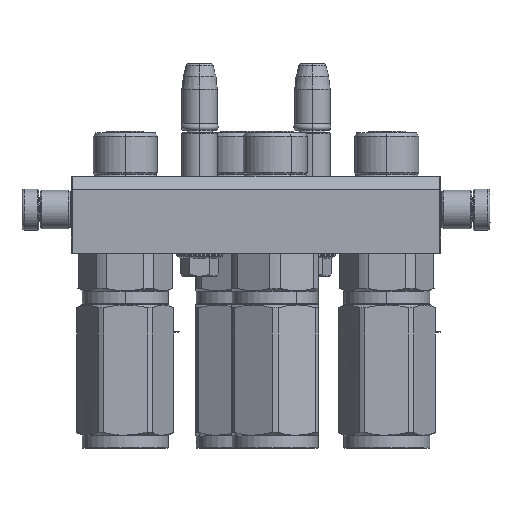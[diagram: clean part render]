
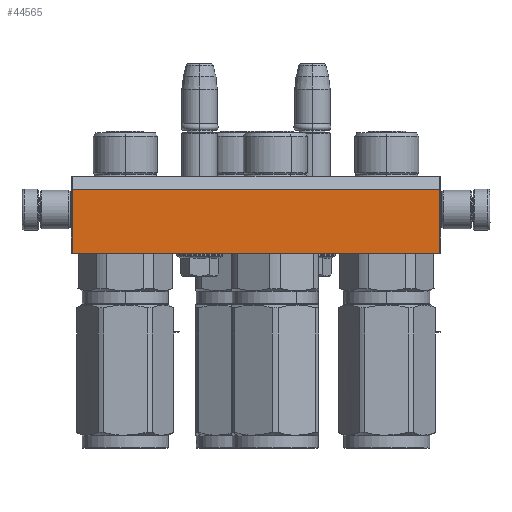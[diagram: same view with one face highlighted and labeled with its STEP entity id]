
A CAD part, left-side view. The second image highlights one B-rep face of the part: STEP entity #44565.
In plain terms, the highlighted face is planar.
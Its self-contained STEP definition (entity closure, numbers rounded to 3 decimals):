
#227 = FACE_OUTER_BOUND ( 'NONE', #22243, .T. ) ;
#1028 = CARTESIAN_POINT ( 'NONE',  ( 0.5, 5., -90. ) ) ;
#1226 = DIRECTION ( 'NONE',  ( -1., 0., 0. ) ) ;
#2580 = CARTESIAN_POINT ( 'NONE',  ( 0.5, 5., -90. ) ) ;
#4470 = LINE ( 'NONE', #5372, #24782 ) ;
#4611 = DIRECTION ( 'NONE',  ( -1., 0., 0. ) ) ;
#5372 = CARTESIAN_POINT ( 'NONE',  ( 143.5, 30., -90. ) ) ;
#5654 = CARTESIAN_POINT ( 'NONE',  ( 143.5, 30., -90. ) ) ;
#6616 = VERTEX_POINT ( 'NONE', #5654 ) ;
#9774 = CARTESIAN_POINT ( 'NONE',  ( 143.5, 5., -90. ) ) ;
#21449 = ORIENTED_EDGE ( 'NONE', *, *, #33705, .T. ) ;
#22014 = VECTOR ( 'NONE', #50360, 1000. ) ;
#22231 = DIRECTION ( 'NONE',  ( 0., 0., -1. ) ) ;
#22243 = EDGE_LOOP ( 'NONE', ( #47239, #44675, #40803, #21449 ) ) ;
#23003 = CARTESIAN_POINT ( 'NONE',  ( 144., 0., -90. ) ) ;
#23314 = CARTESIAN_POINT ( 'NONE',  ( 143.5, 5., -90. ) ) ;
#24399 = VECTOR ( 'NONE', #25207, 1000. ) ;
#24782 = VECTOR ( 'NONE', #1226, 1000. ) ;
#25207 = DIRECTION ( 'NONE',  ( -1., 0., 0. ) ) ;
#27600 = AXIS2_PLACEMENT_3D ( 'NONE', #23003, #22231, #4611 ) ;
#28919 = EDGE_CURVE ( 'NONE', #57772, #6616, #51118, .T. ) ;
#33705 = EDGE_CURVE ( 'NONE', #56694, #46659, #47878, .T. ) ;
#39057 = LINE ( 'NONE', #46545, #24399 ) ;
#40196 = PLANE ( 'NONE',  #27600 ) ;
#40803 = ORIENTED_EDGE ( 'NONE', *, *, #41461, .T. ) ;
#41461 = EDGE_CURVE ( 'NONE', #57772, #56694, #39057, .T. ) ;
#44565 = ADVANCED_FACE ( 'NONE', ( #227 ), #40196, .T. ) ;
#44675 = ORIENTED_EDGE ( 'NONE', *, *, #28919, .F. ) ;
#44692 = EDGE_CURVE ( 'NONE', #6616, #46659, #4470, .T. ) ;
#46545 = CARTESIAN_POINT ( 'NONE',  ( 143.5, 5., -90. ) ) ;
#46659 = VERTEX_POINT ( 'NONE', #56941 ) ;
#47239 = ORIENTED_EDGE ( 'NONE', *, *, #44692, .F. ) ;
#47878 = LINE ( 'NONE', #1028, #22014 ) ;
#49926 = DIRECTION ( 'NONE',  ( 0., 1., 0. ) ) ;
#50360 = DIRECTION ( 'NONE',  ( 0., 1., 0. ) ) ;
#51118 = LINE ( 'NONE', #23314, #56723 ) ;
#56694 = VERTEX_POINT ( 'NONE', #2580 ) ;
#56723 = VECTOR ( 'NONE', #49926, 1000. ) ;
#56941 = CARTESIAN_POINT ( 'NONE',  ( 0.5, 30., -90. ) ) ;
#57772 = VERTEX_POINT ( 'NONE', #9774 ) ;
